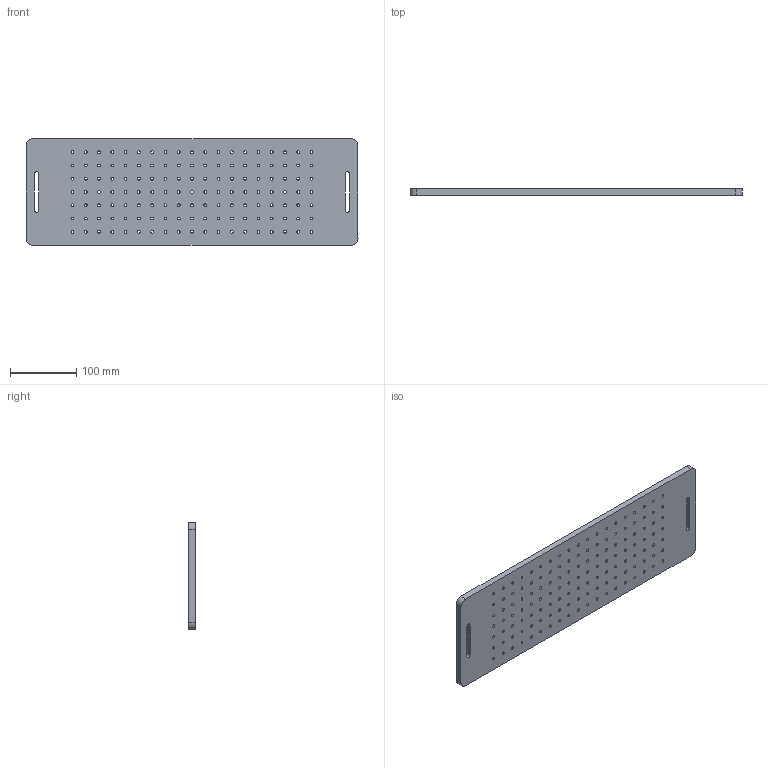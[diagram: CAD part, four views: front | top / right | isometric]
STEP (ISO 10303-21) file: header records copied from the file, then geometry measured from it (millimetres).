
FILE_DESCRIPTION(/* description */ (''),/* implementation_level */ '2;1');
FILE_NAME(/* name */ 'The-slim-continental-Breakfast v1.step',/* time_stamp */ '2023-06-12T01:49:50+01:00',/* author */ (''),/* organization */ (''),/* preprocessor_version */ 'ST-DEVELOPER v19.2',/* originating_system */ 'Autodesk Translation Framework v12.6.0.85',/* authorisation */ '');
FILE_SCHEMA (('AUTOMOTIVE_DESIGN { 1 0 10303 214 3 1 1 }'));
Length unit declared in the file: millimetre
Products named in the file (2): The-slim-continental-Breakfast; The-slim-continental-Breakfast_1
Assembly tree (1 placements, depth 2):
  The-slim-continental-Breakfast
    The-slim-continental-Breakfast_1
Bounding box: 500 x 10 x 160 mm (x, y, z)
Volume: 772901.5 mm3; surface area: 187766 mm2
Topology: 1 solids, 1 shells, 151 faces, 447 edges, 298 vertices
Faces by surface type: cylinder 141, plane 10
Full cylindrical faces by diameter (mm): 4.2 x133
Entity records: 5823 total; most frequent: DIRECTION 1037, CARTESIAN_POINT 899, ORIENTED_EDGE 894, EDGE_CURVE 447, AXIS2_PLACEMENT_3D 436, EDGE_LOOP 421, VERTEX_POINT 298, CIRCLE 282
